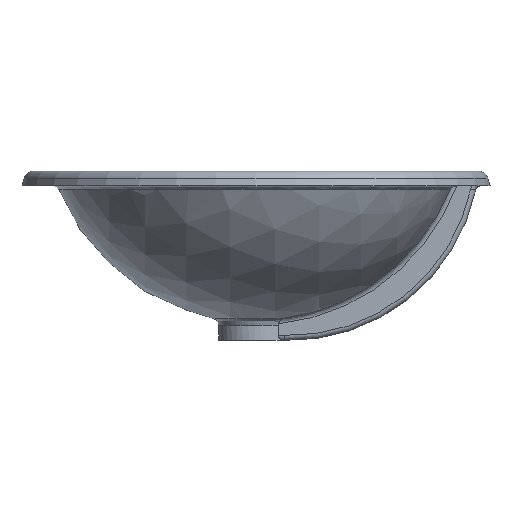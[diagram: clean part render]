
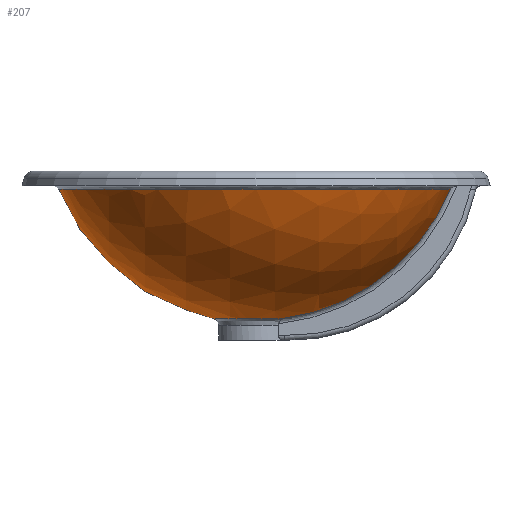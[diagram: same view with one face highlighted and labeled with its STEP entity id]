
A CAD part, left-side view. The second image highlights one B-rep face of the part: STEP entity #207.
In plain terms, the highlighted spherical face has radius 213.029 mm.
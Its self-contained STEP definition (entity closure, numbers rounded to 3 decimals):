
#108=CARTESIAN_POINT('',(34.197,-18.158,194.986));
#109=VERTEX_POINT('',#108);
#147=CARTESIAN_POINT('',(34.197,-148.093,26.207));
#148=VERTEX_POINT('',#147);
#164=CARTESIAN_POINT('',(34.197,60.534,0.));
#165=DIRECTION('',(-1.0,0.,0.));
#166=DIRECTION('',(0.,-0.768,0.641));
#167=AXIS2_PLACEMENT_3D('',#164,#165,#166);
#168=CIRCLE('',#167,210.266);
#169=EDGE_CURVE('',#148,#109,#168,.T.);
#174=CARTESIAN_POINT('',(0.,60.534,0.0));
#175=DIRECTION('',(0.0,0.0,1.0));
#176=DIRECTION('',(1.0,0.0,0.0));
#177=AXIS2_PLACEMENT_3D('',#174,#175,#176);
#178=SPHERICAL_SURFACE('',#177,213.029);
#179=ORIENTED_EDGE('',*,*,#169,.F.);
#180=CARTESIAN_POINT('',(-34.197,-148.093,26.207));
#181=VERTEX_POINT('',#180);
#182=CARTESIAN_POINT('',(0.,-148.093,0.0));
#183=DIRECTION('',(0.0,1.0,0.0));
#184=DIRECTION('',(-1.0,0.0,0.0));
#185=AXIS2_PLACEMENT_3D('',#182,#183,#184);
#186=CIRCLE('',#185,43.084);
#187=EDGE_CURVE('',#148,#181,#186,.T.);
#188=ORIENTED_EDGE('',*,*,#187,.T.);
#189=CARTESIAN_POINT('',(-34.197,-18.158,194.986));
#190=VERTEX_POINT('',#189);
#191=CARTESIAN_POINT('',(-34.197,60.534,0.));
#192=DIRECTION('',(1.0,0.,0.));
#193=DIRECTION('',(0.,-0.768,0.641));
#194=AXIS2_PLACEMENT_3D('',#191,#192,#193);
#195=CIRCLE('',#194,210.266);
#196=EDGE_CURVE('',#190,#181,#195,.T.);
#197=ORIENTED_EDGE('',*,*,#196,.F.);
#198=CARTESIAN_POINT('',(0.,-18.158,0.0));
#199=DIRECTION('',(0.0,1.0,0.0));
#200=DIRECTION('',(-1.0,0.0,0.0));
#201=AXIS2_PLACEMENT_3D('',#198,#199,#200);
#202=CIRCLE('',#201,197.962);
#203=EDGE_CURVE('',#109,#190,#202,.T.);
#204=ORIENTED_EDGE('',*,*,#203,.F.);
#205=EDGE_LOOP('',(#179,#188,#197,#204));
#206=FACE_OUTER_BOUND('',#205,.T.);
#207=ADVANCED_FACE('',(#206),#178,.T.);
